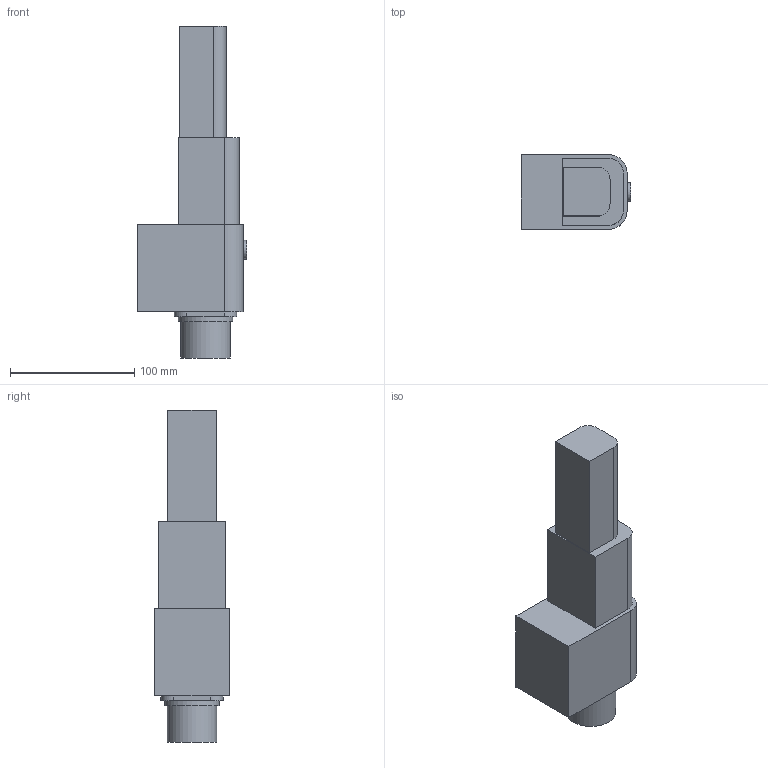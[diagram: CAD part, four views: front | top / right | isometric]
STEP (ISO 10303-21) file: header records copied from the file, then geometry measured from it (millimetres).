
FILE_DESCRIPTION(/* description */ (''),/* implementation_level */ '2;1');
FILE_NAME(/* name */ 'OCT.stp',/* time_stamp */ '2022-10-20T21:59:35-07:00',/* author */ ('Five'),/* organization */ (''),/* preprocessor_version */ 'ST-DEVELOPER v18.1',/* originating_system */ 'Autodesk Inventor 2021',/* authorisation */ '');
FILE_SCHEMA (('AUTOMOTIVE_DESIGN { 1 0 10303 214 3 1 1 }'));
Length unit declared in the file: millimetre
Products named in the file (1): OCT
Bounding box: 88.25 x 60.2 x 267.12 mm (x, y, z)
Volume: 714944.2 mm3; surface area: 61359.6 mm2
Topology: 1 solids, 1 shells, 37 faces, 87 edges, 58 vertices
Faces by surface type: plane 24, cylinder 13
Full cylindrical faces by diameter (mm): 15 x1, 40 x1, 44 x1
Entity records: 1108 total; most frequent: DIRECTION 189, CARTESIAN_POINT 183, ORIENTED_EDGE 174, EDGE_CURVE 87, AXIS2_PLACEMENT_3D 64, LINE 61, VECTOR 61, VERTEX_POINT 58
